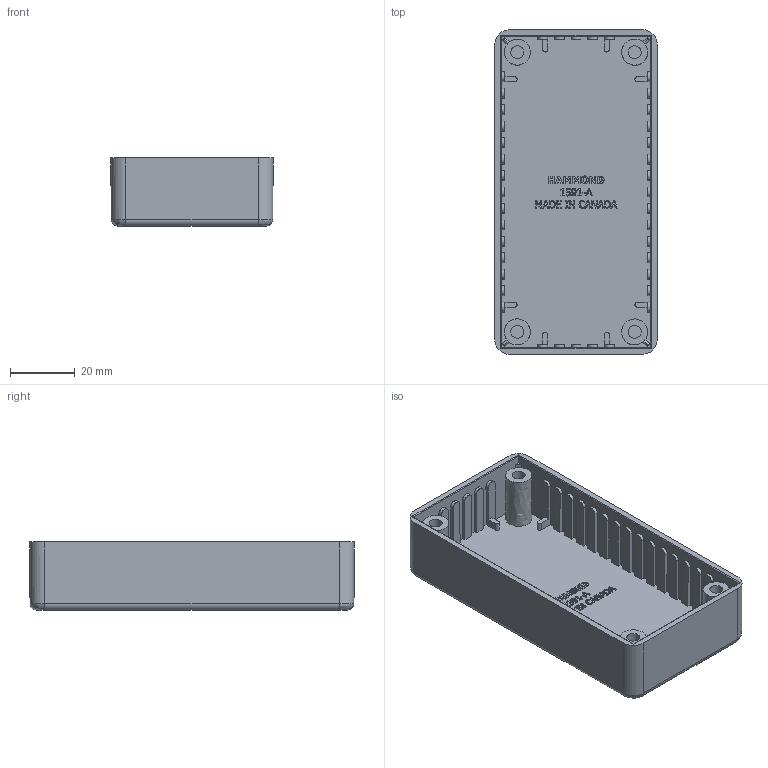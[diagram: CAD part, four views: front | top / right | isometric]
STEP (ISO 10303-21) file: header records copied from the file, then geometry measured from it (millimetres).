
FILE_DESCRIPTION((''),'2;1');
FILE_NAME('1591A Box.stp','2006-02-20T08:29:03',('rboehler'),(''),'Autodesk Inventor 10','Autodesk Inventor 10','');
FILE_SCHEMA(('AUTOMOTIVE_DESIGN { 1 0 10303 214 1 1 1 1 }'));
Length unit declared in the file: millimetre
Products named in the file (1): 1591A Box
Bounding box: 50 x 100 x 21 mm (x, y, z)
Volume: 25385.8 mm3; surface area: 24798 mm2
Topology: 1 solids, 1 shells, 599 faces, 1656 edges, 1100 vertices
Faces by surface type: plane 353, bspline 202, cylinder 44
Full cylindrical faces by diameter (mm): 3.988 x2, 8 x2
Entity records: 21057 total; most frequent: CARTESIAN_POINT 6630, ORIENTED_EDGE 3288, DIRECTION 2404, EDGE_CURVE 1644, VECTOR 1320, LINE 1320, VERTEX_POINT 1096, EDGE_LOOP 648
